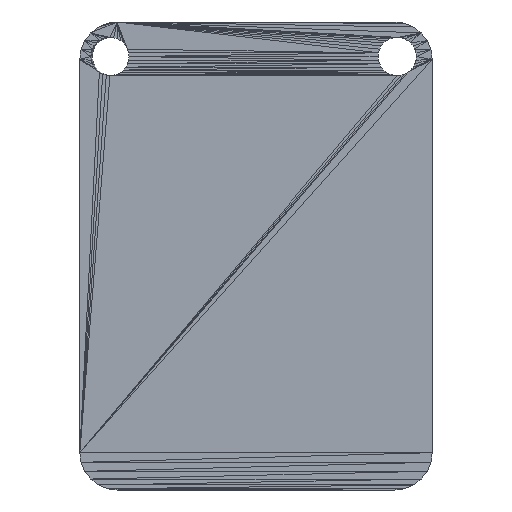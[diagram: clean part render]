
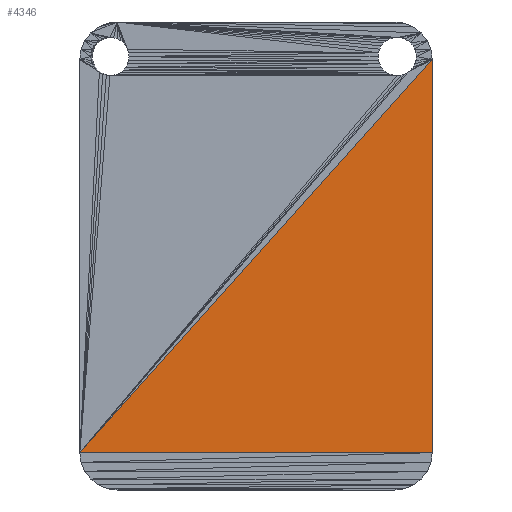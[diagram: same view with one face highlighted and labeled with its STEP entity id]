
A CAD part, front view. The second image highlights one B-rep face of the part: STEP entity #4346.
In plain terms, the highlighted planar face has unit normal (0, -1, 0).
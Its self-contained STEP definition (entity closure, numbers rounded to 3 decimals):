
#1567=CARTESIAN_POINT('',(-0.012,0.051,-0.017));
#1568=VERTEX_POINT('',#1567);
#3426=CARTESIAN_POINT('',(0.013,0.051,-0.017));
#3427=VERTEX_POINT('',#3426);
#3547=CARTESIAN_POINT('',(0.013,0.051,-0.017));
#3548=DIRECTION('',(-1.0,0.0,0.0));
#3549=VECTOR('',#3548,1.0);
#3550=LINE('',#3547,#3549);
#3551=EDGE_CURVE('no 12904',#3427,#1568,#3550,.T.);
#4156=CARTESIAN_POINT('',(0.013,0.051,0.011));
#4157=VERTEX_POINT('',#4156);
#4164=CARTESIAN_POINT('',(0.013,0.051,0.011));
#4165=DIRECTION('',(0.0,0.,-1.0));
#4166=VECTOR('',#4165,1.0);
#4167=LINE('',#4164,#4166);
#4168=EDGE_CURVE('no 5399',#4157,#3427,#4167,.T.);
#4331=ORIENTED_EDGE('no 12928',*,*,#3551,.F.);
#4332=ORIENTED_EDGE('no 12929',*,*,#4168,.F.);
#4333=CARTESIAN_POINT('',(0.013,0.051,0.011));
#4334=DIRECTION('',(-0.667,0.0,-0.745));
#4335=VECTOR('',#4334,1.0);
#4336=LINE('',#4333,#4335);
#4337=EDGE_CURVE('no 12927',#4157,#1568,#4336,.T.);
#4338=ORIENTED_EDGE('no 12930',*,*,#4337,.T.);
#4339=EDGE_LOOP('',(#4331,#4332,#4338));
#4340=FACE_OUTER_BOUND('',#4339,.T.);
#4341=CARTESIAN_POINT('',(-0.012,0.051,-0.017));
#4342=DIRECTION('',(0.,-1.0,0.));
#4343=DIRECTION('',(1.0,0.,0.0));
#4344=AXIS2_PLACEMENT_3D('',#4341,#4342,#4343);
#4345=PLANE('',#4344);
#4346=ADVANCED_FACE('no 12938',(#4340),#4345,.T.);
